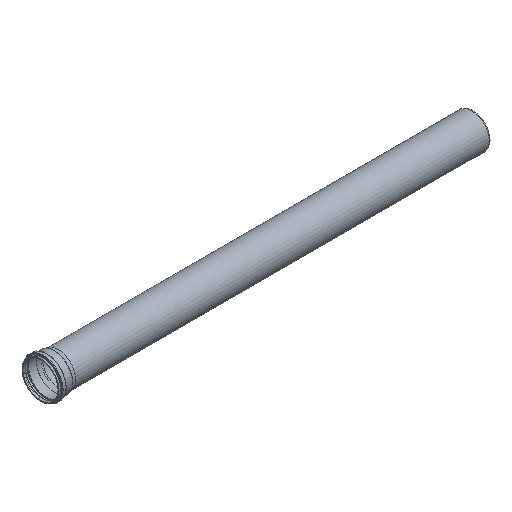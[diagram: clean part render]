
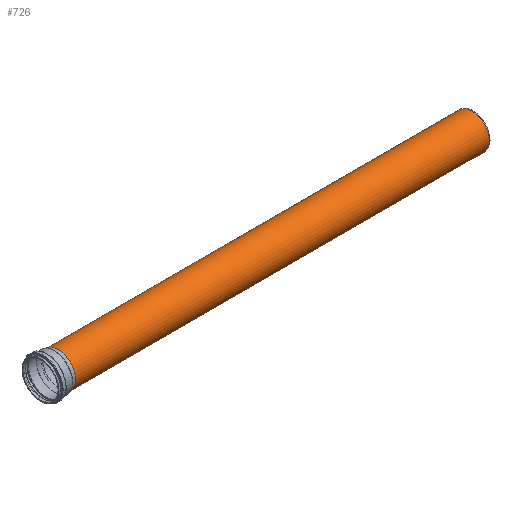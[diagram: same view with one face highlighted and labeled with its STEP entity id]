
A CAD part, isometric view. The second image highlights one B-rep face of the part: STEP entity #726.
In plain terms, the highlighted cylindrical face has radius 250 mm (diameter 500 mm), a full revolution.
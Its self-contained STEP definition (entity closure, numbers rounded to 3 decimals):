
#37=LINE('',#1322,#55);
#55=VECTOR('',#1055,250.);
#69=CYLINDRICAL_SURFACE('',#833,250.);
#89=FACE_OUTER_BOUND('',#123,.T.);
#123=EDGE_LOOP('',(#574,#575,#576,#577,#578,#579));
#193=CIRCLE('',#831,250.);
#194=CIRCLE('',#832,250.);
#195=CIRCLE('',#834,250.);
#196=CIRCLE('',#835,250.);
#289=VERTEX_POINT('',#1312);
#290=VERTEX_POINT('',#1313);
#291=VERTEX_POINT('',#1318);
#292=VERTEX_POINT('',#1319);
#393=EDGE_CURVE('',#289,#290,#193,.T.);
#394=EDGE_CURVE('',#290,#289,#194,.T.);
#396=EDGE_CURVE('',#291,#292,#195,.T.);
#397=EDGE_CURVE('',#292,#291,#196,.T.);
#398=EDGE_CURVE('',#292,#290,#37,.T.);
#574=ORIENTED_EDGE('',*,*,#396,.F.);
#575=ORIENTED_EDGE('',*,*,#397,.F.);
#576=ORIENTED_EDGE('',*,*,#398,.T.);
#577=ORIENTED_EDGE('',*,*,#394,.T.);
#578=ORIENTED_EDGE('',*,*,#393,.T.);
#579=ORIENTED_EDGE('',*,*,#398,.F.);
#726=ADVANCED_FACE('',(#89),#69,.T.);
#831=AXIS2_PLACEMENT_3D('',#1314,#1044,#1045);
#832=AXIS2_PLACEMENT_3D('',#1315,#1046,#1047);
#833=AXIS2_PLACEMENT_3D('',#1317,#1049,#1050);
#834=AXIS2_PLACEMENT_3D('',#1320,#1051,#1052);
#835=AXIS2_PLACEMENT_3D('',#1321,#1053,#1054);
#1044=DIRECTION('center_axis',(1.,0.,0.));
#1045=DIRECTION('ref_axis',(0.,0.,-1.));
#1046=DIRECTION('center_axis',(1.,0.,0.));
#1047=DIRECTION('ref_axis',(0.,0.,-1.));
#1049=DIRECTION('center_axis',(1.,0.,0.));
#1050=DIRECTION('ref_axis',(0.,1.,0.));
#1051=DIRECTION('center_axis',(1.,0.,0.));
#1052=DIRECTION('ref_axis',(0.,0.,-1.));
#1053=DIRECTION('center_axis',(1.,0.,0.));
#1054=DIRECTION('ref_axis',(0.,0.,-1.));
#1055=DIRECTION('',(-1.,0.,0.));
#1312=CARTESIAN_POINT('',(255.981,250.,0.));
#1313=CARTESIAN_POINT('',(255.981,-250.,0.));
#1314=CARTESIAN_POINT('Origin',(255.981,0.,0.));
#1315=CARTESIAN_POINT('Origin',(255.981,0.,0.));
#1317=CARTESIAN_POINT('Origin',(3225.49,0.,0.));
#1318=CARTESIAN_POINT('',(6195.,250.,0.));
#1319=CARTESIAN_POINT('',(6195.,-250.,0.));
#1320=CARTESIAN_POINT('Origin',(6195.,0.,0.));
#1321=CARTESIAN_POINT('Origin',(6195.,0.,0.));
#1322=CARTESIAN_POINT('',(3225.49,-250.,0.));
